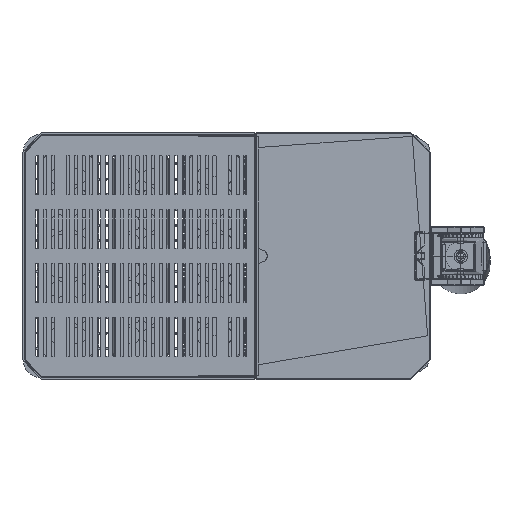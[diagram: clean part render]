
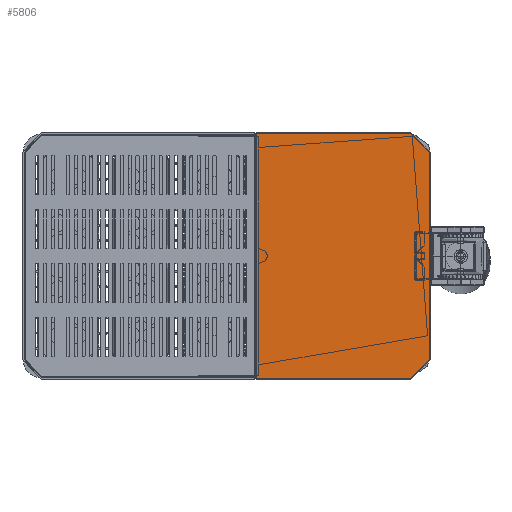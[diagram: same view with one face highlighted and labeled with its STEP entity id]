
A CAD part, top view. The second image highlights one B-rep face of the part: STEP entity #5806.
In plain terms, the highlighted planar face has unit normal (0, 0, 1).
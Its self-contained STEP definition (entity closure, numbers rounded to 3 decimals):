
#1083=PLANE('',#97626);
#5806=ADVANCED_FACE('',(#12219),#1083,.T.);
#12219=FACE_OUTER_BOUND('',#18732,.T.);
#18732=EDGE_LOOP('',(#39983,#39984,#39985,#39986,#39987,#39988));
#39983=ORIENTED_EDGE('',*,*,#61353,.T.);
#39984=ORIENTED_EDGE('',*,*,#61349,.T.);
#39985=ORIENTED_EDGE('',*,*,#61350,.T.);
#39986=ORIENTED_EDGE('',*,*,#61351,.T.);
#39987=ORIENTED_EDGE('',*,*,#61354,.T.);
#39988=ORIENTED_EDGE('',*,*,#61352,.T.);
#61349=EDGE_CURVE('',#80904,#80905,#94047,.T.);
#61350=EDGE_CURVE('',#80905,#80906,#94048,.T.);
#61351=EDGE_CURVE('',#80906,#80907,#94049,.T.);
#61352=EDGE_CURVE('',#80908,#80909,#94050,.T.);
#61353=EDGE_CURVE('',#80909,#80904,#72417,.T.);
#61354=EDGE_CURVE('',#80907,#80908,#72418,.T.);
#72417=(
BOUNDED_CURVE()
B_SPLINE_CURVE(3,(#203708,#203709,#203710,#203711,#203712,#203713,#203714,
#203715,#203716,#203717,#203718,#203719,#203720),.UNSPECIFIED.,.F.,.F.)
B_SPLINE_CURVE_WITH_KNOTS((4,3,3,3,4),(136.125,145.844,
155.562,165.281,174.999),.UNSPECIFIED.)
CURVE()
GEOMETRIC_REPRESENTATION_ITEM()
RATIONAL_B_SPLINE_CURVE((1.,1.,1.,1.,
1.,1.,1.,1.,1.,
1.,1.,1.,1.))
REPRESENTATION_ITEM('')
);
#72418=(
BOUNDED_CURVE()
B_SPLINE_CURVE(3,(#203721,#203722,#203723,#203724,#203725,#203726,#203727,
#203728,#203729,#203730,#203731,#203732,#203733),.UNSPECIFIED.,.F.,.F.)
B_SPLINE_CURVE_WITH_KNOTS((4,3,3,3,4),(136.125,145.844,
155.562,165.281,174.999),.UNSPECIFIED.)
CURVE()
GEOMETRIC_REPRESENTATION_ITEM()
RATIONAL_B_SPLINE_CURVE((1.,1.,1.,1.,
1.,1.,1.,1.,1.,
1.,1.,1.,1.))
REPRESENTATION_ITEM('')
);
#80904=VERTEX_POINT('',#203644);
#80905=VERTEX_POINT('',#203645);
#80906=VERTEX_POINT('',#203646);
#80907=VERTEX_POINT('',#203647);
#80908=VERTEX_POINT('',#203648);
#80909=VERTEX_POINT('',#203649);
#94047=B_SPLINE_CURVE_WITH_KNOTS('',1,(#203700,#203701),.UNSPECIFIED.,.F.,
 .F.,(2,2),(0.,200.995),.UNSPECIFIED.);
#94048=B_SPLINE_CURVE_WITH_KNOTS('',1,(#203702,#203703),.UNSPECIFIED.,.F.,
 .F.,(2,2),(0.,319.487),.UNSPECIFIED.);
#94049=B_SPLINE_CURVE_WITH_KNOTS('',1,(#203704,#203705),.UNSPECIFIED.,.F.,
 .F.,(2,2),(0.,200.995),.UNSPECIFIED.);
#94050=B_SPLINE_CURVE_WITH_KNOTS('',1,(#203706,#203707),.UNSPECIFIED.,.F.,
 .F.,(2,2),(0.,270.004),.UNSPECIFIED.);
#97626=AXIS2_PLACEMENT_3D('',#203162,#98965,$);
#98965=DIRECTION('',(0.,0.,1.));
#203162=CARTESIAN_POINT('',(552.927,192.302,0.));
#203644=CARTESIAN_POINT('',(505.002,159.743,0.));
#203645=CARTESIAN_POINT('',(304.007,159.743,0.));
#203646=CARTESIAN_POINT('',(304.007,-159.743,0.));
#203647=CARTESIAN_POINT('',(505.002,-159.743,0.));
#203648=CARTESIAN_POINT('',(529.743,-135.002,0.));
#203649=CARTESIAN_POINT('',(529.743,135.002,0.));
#203700=CARTESIAN_POINT('',(505.002,159.743,0.));
#203701=CARTESIAN_POINT('',(304.007,159.743,0.));
#203702=CARTESIAN_POINT('',(304.007,159.743,0.));
#203703=CARTESIAN_POINT('',(304.007,-159.743,0.));
#203704=CARTESIAN_POINT('',(304.007,-159.743,0.));
#203705=CARTESIAN_POINT('',(505.002,-159.743,0.));
#203706=CARTESIAN_POINT('',(529.743,-135.002,0.));
#203707=CARTESIAN_POINT('',(529.743,135.002,0.));
#203708=CARTESIAN_POINT('',(529.743,135.002,0.));
#203709=CARTESIAN_POINT('',(529.743,138.242,0.));
#203710=CARTESIAN_POINT('',(529.1,141.479,0.));
#203711=CARTESIAN_POINT('',(527.86,144.471,0.));
#203712=CARTESIAN_POINT('',(526.621,147.464,0.));
#203713=CARTESIAN_POINT('',(524.788,150.208,0.));
#203714=CARTESIAN_POINT('',(522.498,152.498,0.));
#203715=CARTESIAN_POINT('',(520.208,154.788,0.));
#203716=CARTESIAN_POINT('',(517.464,156.621,0.));
#203717=CARTESIAN_POINT('',(514.471,157.86,0.));
#203718=CARTESIAN_POINT('',(511.479,159.1,0.));
#203719=CARTESIAN_POINT('',(508.242,159.743,0.));
#203720=CARTESIAN_POINT('',(505.002,159.743,0.));
#203721=CARTESIAN_POINT('',(505.002,-159.743,0.));
#203722=CARTESIAN_POINT('',(508.242,-159.743,0.));
#203723=CARTESIAN_POINT('',(511.479,-159.1,0.));
#203724=CARTESIAN_POINT('',(514.471,-157.86,0.));
#203725=CARTESIAN_POINT('',(517.464,-156.621,0.));
#203726=CARTESIAN_POINT('',(520.208,-154.788,0.));
#203727=CARTESIAN_POINT('',(522.498,-152.498,0.));
#203728=CARTESIAN_POINT('',(524.788,-150.208,0.));
#203729=CARTESIAN_POINT('',(526.621,-147.464,0.));
#203730=CARTESIAN_POINT('',(527.86,-144.471,0.));
#203731=CARTESIAN_POINT('',(529.1,-141.479,0.));
#203732=CARTESIAN_POINT('',(529.743,-138.242,0.));
#203733=CARTESIAN_POINT('',(529.743,-135.002,0.));
